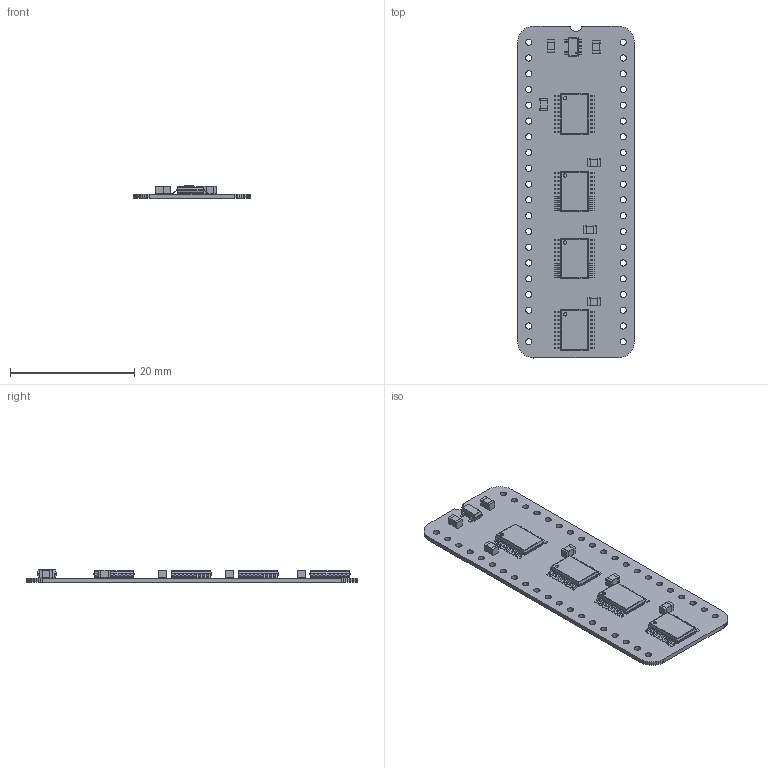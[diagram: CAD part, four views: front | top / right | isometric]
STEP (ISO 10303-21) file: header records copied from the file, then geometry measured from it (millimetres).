
FILE_DESCRIPTION(('KiCad electronic assembly'),'2;1');
FILE_NAME('Video Signal Dragger.step','2024-03-10T12:00:29',('Pcbnew'),( 'Kicad'),'Open CASCADE STEP processor 7.6','KiCad to STEP converter' ,'Unknown');
FILE_SCHEMA(('AUTOMOTIVE_DESIGN { 1 0 10303 214 1 1 1 1 }'));
Length unit declared in the file: millimetre
Products named in the file (8): Video Signal Dragger 1; 74LVC273PW,118; COMPOUND; C_0805_2012Metric; SOLID; AP7365-33WG-7; Video Signal Dragger PCB
Assembly tree (15 placements, depth 3):
  Video Signal Dragger 1
    74LVC273PW,118  x4
      COMPOUND
    C_0805_2012Metric  x6
      SOLID
    AP7365-33WG-7
      COMPOUND
    Video Signal Dragger PCB
Bounding box: 18.8 x 53.49 x 2.03 mm (x, y, z)
Volume: 793.8 mm3; surface area: 2592.4 mm2
Topology: 97 solids, 97 shells, 1507 faces, 3808 edges, 2512 vertices
Faces by surface type: plane 1095, cylinder 412
Full cylindrical faces by diameter (mm): 0.2 x1, 0.55 x4, 1 x40
Entity records: 34042 total; most frequent: CARTESIAN_POINT 6648, DIRECTION 5114, LINE 3413, VECTOR 3413, ORIENTED_EDGE 2654, PCURVE 2654, DEFINITIONAL_REPRESENTATION 2654, EDGE_CURVE 1327
